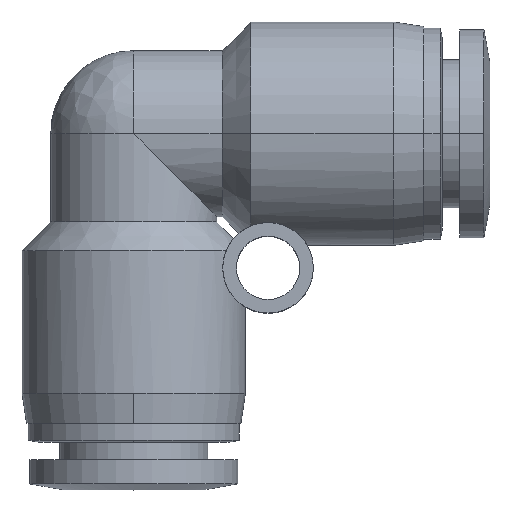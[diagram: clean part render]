
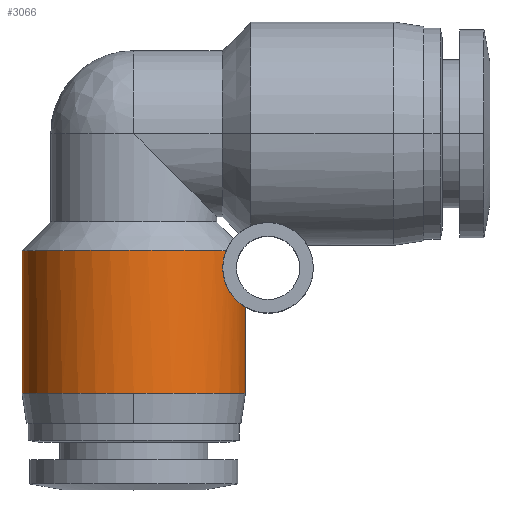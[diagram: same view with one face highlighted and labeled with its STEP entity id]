
A CAD part, top view. The second image highlights one B-rep face of the part: STEP entity #3066.
In plain terms, the highlighted cylindrical face has radius 7.4 mm (diameter 14.8 mm), a partial arc.
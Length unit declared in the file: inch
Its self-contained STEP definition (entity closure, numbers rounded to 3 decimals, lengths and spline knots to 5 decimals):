
#28 = CARTESIAN_POINT ( 'NONE',  ( 0.23228, -0.35039, 0.17585 ) ) ;
#106 = AXIS2_PLACEMENT_3D ( 'NONE', #1984, #344, #2227 ) ;
#119 = CARTESIAN_POINT ( 'NONE',  ( 0.29134, -0.45268, 0. ) ) ;
#143 = CARTESIAN_POINT ( 'NONE',  ( 0.25291, -0.4174, 0.14486 ) ) ;
#214 = EDGE_CURVE ( 'NONE', #306, #1995, #1500, .T. ) ;
#284 = ORIENTED_EDGE ( 'NONE', *, *, #1172, .F. ) ;
#306 = VERTEX_POINT ( 'NONE', #3321 ) ;
#342 = CARTESIAN_POINT ( 'NONE',  ( 0.29084, -0.4524, 0.01965 ) ) ;
#344 = DIRECTION ( 'NONE',  ( 0., 1., 0. ) ) ;
#438 = CYLINDRICAL_SURFACE ( 'NONE', #2613, 0.29134 ) ;
#702 = CARTESIAN_POINT ( 'NONE',  ( 0.29134, -0.67717, 0. ) ) ;
#720 = VERTEX_POINT ( 'NONE', #2862 ) ;
#733 = AXIS2_PLACEMENT_3D ( 'NONE', #1101, #2919, #1377 ) ;
#736 = DIRECTION ( 'NONE',  ( 0., 1., 0. ) ) ;
#744 = VERTEX_POINT ( 'NONE', #796 ) ;
#756 = CARTESIAN_POINT ( 'NONE',  ( 0., -0.67717, 0.29134 ) ) ;
#796 = CARTESIAN_POINT ( 'NONE',  ( 0.24131, -0.30512, 0.16325 ) ) ;
#833 = CARTESIAN_POINT ( 'NONE',  ( 0.23706, -0.38398, 0.16936 ) ) ;
#873 = CARTESIAN_POINT ( 'NONE',  ( 0.281, -0.44604, 0.07751 ) ) ;
#878 = VECTOR ( 'NONE', #3218, 39.37008 ) ;
#926 = ORIENTED_EDGE ( 'NONE', *, *, #2033, .T. ) ;
#949 = EDGE_CURVE ( 'NONE', #744, #720, #1754, .T. ) ;
#1068 = CARTESIAN_POINT ( 'NONE',  ( 0.24886, -0.41127, 0.15163 ) ) ;
#1070 = CARTESIAN_POINT ( 'NONE',  ( 0., -0.49114, 0. ) ) ;
#1086 = DIRECTION ( 'NONE',  ( -1., 0., 0. ) ) ;
#1099 = CARTESIAN_POINT ( 'NONE',  ( 0.23228, -0.36038, 0.17585 ) ) ;
#1101 = CARTESIAN_POINT ( 'NONE',  ( 0., -0.67717, 0. ) ) ;
#1149 = CARTESIAN_POINT ( 'NONE',  ( 0.23358, -0.37025, 0.17416 ) ) ;
#1165 = CARTESIAN_POINT ( 'NONE',  ( 0.2753, -0.44163, 0.09583 ) ) ;
#1172 = EDGE_CURVE ( 'NONE', #720, #3208, #2185, .T. ) ;
#1192 = AXIS2_PLACEMENT_3D ( 'NONE', #2327, #736, #2593 ) ;
#1297 = CARTESIAN_POINT ( 'NONE',  ( 0.27197, -0.43885, 0.10486 ) ) ;
#1367 = VERTEX_POINT ( 'NONE', #756 ) ;
#1377 = DIRECTION ( 'NONE',  ( -1., 0., 0. ) ) ;
#1426 = CARTESIAN_POINT ( 'NONE',  ( 0.24335, -0.40048, 0.16021 ) ) ;
#1446 = CARTESIAN_POINT ( 'NONE',  ( -0.29134, -0.30512, 0. ) ) ;
#1452 = CARTESIAN_POINT ( 'NONE',  ( 0.29134, -0.49114, 0. ) ) ;
#1500 = LINE ( 'NONE', #3367, #2485 ) ;
#1566 = ORIENTED_EDGE ( 'NONE', *, *, #1772, .T. ) ;
#1614 = FACE_OUTER_BOUND ( 'NONE', #3168, .T. ) ;
#1637 = CARTESIAN_POINT ( 'NONE',  ( 0.23228, -0.34224, 0.17585 ) ) ;
#1647 = CARTESIAN_POINT ( 'NONE',  ( 0.23313, -0.33425, 0.17475 ) ) ;
#1673 = CARTESIAN_POINT ( 'NONE',  ( 0.23631, -0.3188, 0.17041 ) ) ;
#1754 = B_SPLINE_CURVE_WITH_KNOTS ( 'NONE', 3,
 ( #1933, #1875, #1673, #1647, #1637, #2967 ),
 .UNSPECIFIED., .F., .F.,
 ( 4, 2, 4 ),
 ( 0., 0.00062, 0.00123 ),
 .UNSPECIFIED. ) ;
#1772 = EDGE_CURVE ( 'NONE', #1367, #2201, #1935, .T. ) ;
#1825 = CARTESIAN_POINT ( 'NONE',  ( 0.26478, -0.43191, 0.12188 ) ) ;
#1869 = DIRECTION ( 'NONE',  ( 0., 1., 0. ) ) ;
#1875 = CARTESIAN_POINT ( 'NONE',  ( 0.23858, -0.3117, 0.16728 ) ) ;
#1933 = CARTESIAN_POINT ( 'NONE',  ( 0.24131, -0.30512, 0.16325 ) ) ;
#1935 = CIRCLE ( 'NONE', #733, 0.29134 ) ;
#1972 = CIRCLE ( 'NONE', #106, 0.29134 ) ;
#1984 = CARTESIAN_POINT ( 'NONE',  ( 0., -0.67717, 0. ) ) ;
#1995 = VERTEX_POINT ( 'NONE', #1446 ) ;
#2033 = EDGE_CURVE ( 'NONE', #306, #1367, #1972, .T. ) ;
#2160 = CARTESIAN_POINT ( 'NONE',  ( 0.28884, -0.45121, 0.03931 ) ) ;
#2185 = B_SPLINE_CURVE_WITH_KNOTS ( 'NONE', 3,
 ( #28, #1099, #1149, #833, #3183, #2631, #1426, #1068, #143, #3026, #1825, #1297, #1165, #873, #2972, #2408, #2160, #342, #2351, #119 ),
 .UNSPECIFIED., .F., .F.,
 ( 4, 2, 2, 2, 2, 2, 2, 2, 2, 4 ),
 ( 0.00123, 0.00199, 0.00236, 0.00274, 0.00349, 0.00425, 0.005, 0.00576, 0.00651, 0.00727 ),
 .UNSPECIFIED. ) ;
#2201 = VERTEX_POINT ( 'NONE', #702 ) ;
#2227 = DIRECTION ( 'NONE',  ( -1., 0., 0. ) ) ;
#2294 = EDGE_CURVE ( 'NONE', #1995, #744, #3047, .T. ) ;
#2327 = CARTESIAN_POINT ( 'NONE',  ( 0., -0.30512, 0. ) ) ;
#2351 = CARTESIAN_POINT ( 'NONE',  ( 0.29134, -0.45268, 0.00982 ) ) ;
#2408 = CARTESIAN_POINT ( 'NONE',  ( 0.28734, -0.45029, 0.04907 ) ) ;
#2436 = ORIENTED_EDGE ( 'NONE', *, *, #2294, .F. ) ;
#2460 = ORIENTED_EDGE ( 'NONE', *, *, #214, .F. ) ;
#2485 = VECTOR ( 'NONE', #3364, 39.37008 ) ;
#2593 = DIRECTION ( 'NONE',  ( -1., 0., 0. ) ) ;
#2613 = AXIS2_PLACEMENT_3D ( 'NONE', #1070, #1869, #1086 ) ;
#2631 = CARTESIAN_POINT ( 'NONE',  ( 0.24159, -0.39656, 0.16285 ) ) ;
#2736 = ORIENTED_EDGE ( 'NONE', *, *, #3124, .T. ) ;
#2862 = CARTESIAN_POINT ( 'NONE',  ( 0.23228, -0.35039, 0.17585 ) ) ;
#2894 = LINE ( 'NONE', #1452, #878 ) ;
#2919 = DIRECTION ( 'NONE',  ( 0., 1., 0. ) ) ;
#2967 = CARTESIAN_POINT ( 'NONE',  ( 0.23228, -0.35039, 0.17585 ) ) ;
#2972 = CARTESIAN_POINT ( 'NONE',  ( 0.28342, -0.44771, 0.06815 ) ) ;
#3026 = CARTESIAN_POINT ( 'NONE',  ( 0.26091, -0.42776, 0.12992 ) ) ;
#3042 = ORIENTED_EDGE ( 'NONE', *, *, #949, .F. ) ;
#3047 = CIRCLE ( 'NONE', #1192, 0.29134 ) ;
#3066 = ADVANCED_FACE ( 'NONE', ( #1614 ), #438, .T. ) ;
#3124 = EDGE_CURVE ( 'NONE', #2201, #3208, #2894, .T. ) ;
#3168 = EDGE_LOOP ( 'NONE', ( #1566, #2736, #284, #3042, #2436, #2460, #926 ) ) ;
#3183 = CARTESIAN_POINT ( 'NONE',  ( 0.23845, -0.38832, 0.16741 ) ) ;
#3208 = VERTEX_POINT ( 'NONE', #3237 ) ;
#3218 = DIRECTION ( 'NONE',  ( 0., 1., 0. ) ) ;
#3237 = CARTESIAN_POINT ( 'NONE',  ( 0.29134, -0.45268, 0. ) ) ;
#3321 = CARTESIAN_POINT ( 'NONE',  ( -0.29134, -0.67717, 0. ) ) ;
#3364 = DIRECTION ( 'NONE',  ( 0., 1., 0. ) ) ;
#3367 = CARTESIAN_POINT ( 'NONE',  ( -0.29134, -0.49114, 0. ) ) ;
